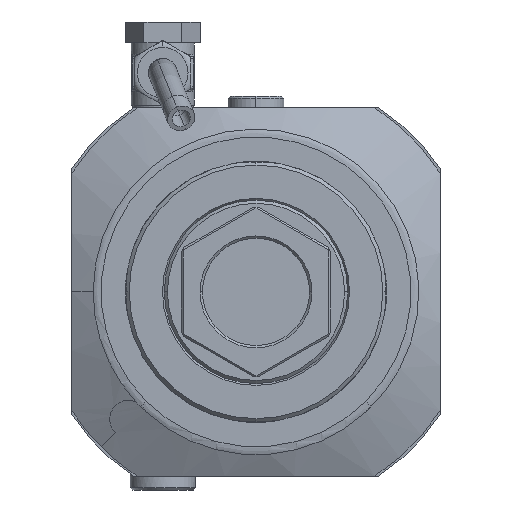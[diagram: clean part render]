
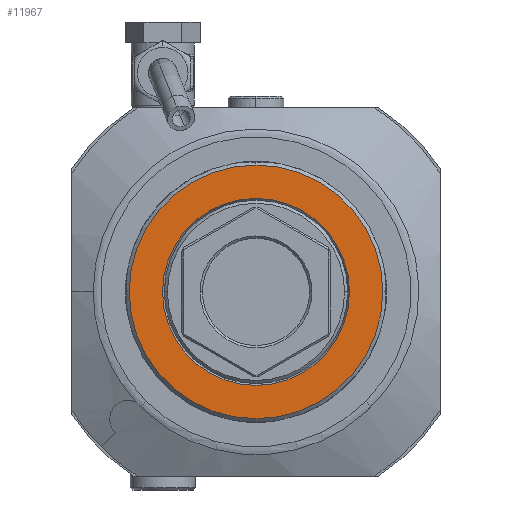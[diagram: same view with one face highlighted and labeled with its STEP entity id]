
A CAD part, left-side view. The second image highlights one B-rep face of the part: STEP entity #11967.
In plain terms, the highlighted planar face has unit normal (-1, 0, 0).
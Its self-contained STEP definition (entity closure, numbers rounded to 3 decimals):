
#4184=CARTESIAN_POINT('',(-24.,0.,0.));
#4185=DIRECTION('',(-1.,0.,0.));
#4186=DIRECTION('',(0.,1.,0.));
#4187=AXIS2_PLACEMENT_3D('',#4184,#4185,#4186);
#4189=CARTESIAN_POINT('',(-24.,0.,0.));
#4190=DIRECTION('',(-1.,0.,0.));
#4191=DIRECTION('',(0.,-1.,0.));
#4192=AXIS2_PLACEMENT_3D('',#4189,#4190,#4191);
#4194=CARTESIAN_POINT('',(-24.,0.,0.));
#4195=DIRECTION('',(1.,0.,0.));
#4196=DIRECTION('',(0.,1.,0.));
#4197=AXIS2_PLACEMENT_3D('',#4194,#4195,#4196);
#4199=CARTESIAN_POINT('',(-24.,0.,0.));
#4200=DIRECTION('',(1.,0.,0.));
#4201=DIRECTION('',(0.,-1.,0.));
#4202=AXIS2_PLACEMENT_3D('',#4199,#4200,#4201);
#7526=CARTESIAN_POINT('',(-24.,20.054,0.));
#7527=CARTESIAN_POINT('',(-24.,-20.054,0.));
#7528=VERTEX_POINT('',#7526);
#7529=VERTEX_POINT('',#7527);
#7530=CARTESIAN_POINT('',(-24.,27.2,0.));
#7531=CARTESIAN_POINT('',(-24.,-27.2,0.));
#7532=VERTEX_POINT('',#7530);
#7533=VERTEX_POINT('',#7531);
#11952=CARTESIAN_POINT('',(-24.,0.,0.));
#11953=DIRECTION('',(-1.,0.,0.));
#11954=DIRECTION('',(0.,1.,0.));
#11955=AXIS2_PLACEMENT_3D('',#11952,#11953,#11954);
#11956=PLANE('',#11955);
#11957=ORIENTED_EDGE('',*,*,#11266,.F.);
#11958=ORIENTED_EDGE('',*,*,#11248,.F.);
#11959=EDGE_LOOP('',(#11957,#11958));
#11960=FACE_OUTER_BOUND('',#11959,.F.);
#11962=ORIENTED_EDGE('',*,*,#11961,.F.);
#11964=ORIENTED_EDGE('',*,*,#11963,.F.);
#11965=EDGE_LOOP('',(#11962,#11964));
#11966=FACE_BOUND('',#11965,.F.);
#4188=CIRCLE('',#4187,27.2);
#4193=CIRCLE('',#4192,27.2);
#4198=CIRCLE('',#4197,20.054);
#4203=CIRCLE('',#4202,20.054);
#11248=EDGE_CURVE('',#7533,#7532,#4193,.T.);
#11266=EDGE_CURVE('',#7532,#7533,#4188,.T.);
#11961=EDGE_CURVE('',#7528,#7529,#4198,.T.);
#11963=EDGE_CURVE('',#7529,#7528,#4203,.T.);
#11967=ADVANCED_FACE('',(#11960,#11966),#11956,.T.);
